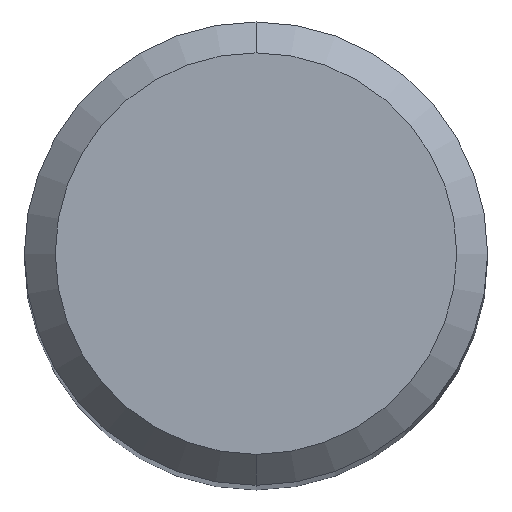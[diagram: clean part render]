
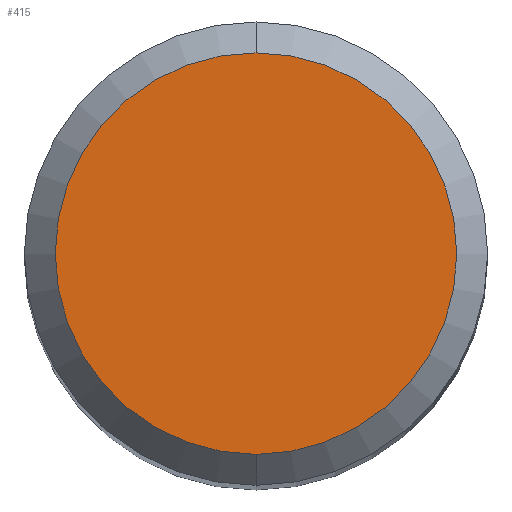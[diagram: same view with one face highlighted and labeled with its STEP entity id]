
A CAD part, top view. The second image highlights one B-rep face of the part: STEP entity #415.
In plain terms, the highlighted planar face has unit normal (0, 0, 1).
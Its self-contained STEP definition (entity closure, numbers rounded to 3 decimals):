
#169=EDGE_CURVE('',#329,#257,#460,.T.);
#219=EDGE_CURVE('',#257,#329,#519,.T.);
#257=VERTEX_POINT('',#561);
#329=VERTEX_POINT('',#638);
#415=ADVANCED_FACE('',(#730),#731,.T.);
#460=CIRCLE('',#772,2.6);
#519=CIRCLE('',#861,2.6);
#561=CARTESIAN_POINT('',(0.0,2.6,0.0));
#638=CARTESIAN_POINT('',(0.,-2.6,0.0));
#730=FACE_OUTER_BOUND('',#1338,.T.);
#731=PLANE('',#1339);
#772=AXIS2_PLACEMENT_3D('',#1379,#1380,#1381);
#861=AXIS2_PLACEMENT_3D('',#1481,#1482,#1483);
#1338=EDGE_LOOP('',(#1672,#1673));
#1339=AXIS2_PLACEMENT_3D('',#1674,#1675,#1676);
#1379=CARTESIAN_POINT('',(0.0,0.0,0.0));
#1380=DIRECTION('',(0.0,0.0,-1.0));
#1381=DIRECTION('',(0.0,1.0,0.0));
#1481=CARTESIAN_POINT('',(0.0,0.0,0.0));
#1482=DIRECTION('',(0.0,0.0,-1.0));
#1483=DIRECTION('',(0.0,1.0,0.0));
#1672=ORIENTED_EDGE('',*,*,#219,.F.);
#1673=ORIENTED_EDGE('',*,*,#169,.F.);
#1674=CARTESIAN_POINT('',(0.0,1.3,0.0));
#1675=DIRECTION('',(-0.0,0.0,1.0));
#1676=DIRECTION('',(0.0,-1.0,0.0));
